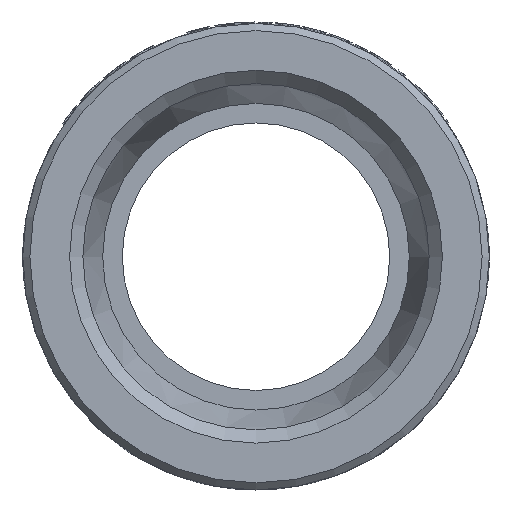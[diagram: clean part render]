
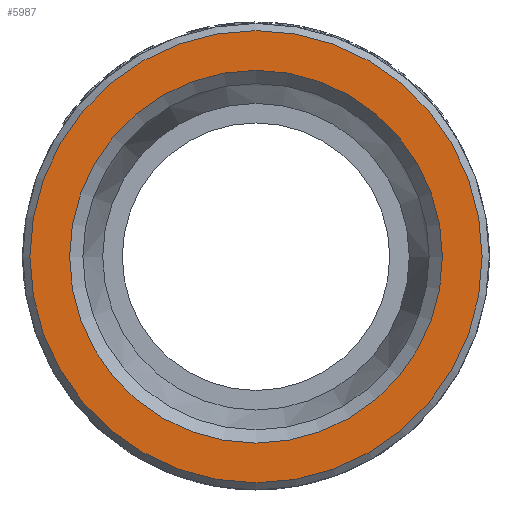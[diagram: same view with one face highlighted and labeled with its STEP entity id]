
A CAD part, front view. The second image highlights one B-rep face of the part: STEP entity #5987.
In plain terms, the highlighted planar face has unit normal (0, -1, 0).
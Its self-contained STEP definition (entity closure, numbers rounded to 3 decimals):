
#2226 = DIRECTION ( 'NONE',  ( 1., 0., 0. ) ) ;
#2229 = DIRECTION ( 'NONE',  ( 0., -1., 0. ) ) ;
#2230 = CARTESIAN_POINT ( 'NONE',  ( 0., -18.5, 0. ) ) ;
#3989 = FACE_BOUND ( 'NONE', #12528, .T. ) ;
#3992 = FACE_OUTER_BOUND ( 'NONE', #12158, .T. ) ;
#5264 = EDGE_CURVE ( 'NONE', #13582, #13582, #6706, .T. ) ;
#5373 = EDGE_CURVE ( 'NONE', #13580, #13580, #9464, .T. ) ;
#5987 = ADVANCED_FACE ( 'NONE', ( #3992, #3989 ), #14354, .T. ) ;
#6706 = CIRCLE ( 'NONE', #16246, 12.983 ) ;
#9464 = CIRCLE ( 'NONE', #15729, 15.75 ) ;
#9507 = AXIS2_PLACEMENT_3D ( 'NONE', #14352, #14351, #14350 ) ;
#12158 = EDGE_LOOP ( 'NONE', ( #12381 ) ) ;
#12381 = ORIENTED_EDGE ( 'NONE', *, *, #5373, .T. ) ;
#12401 = ORIENTED_EDGE ( 'NONE', *, *, #5264, .F. ) ;
#12528 = EDGE_LOOP ( 'NONE', ( #12401 ) ) ;
#13517 = CARTESIAN_POINT ( 'NONE',  ( 15.75, -18.5, 0. ) ) ;
#13519 = CARTESIAN_POINT ( 'NONE',  ( 12.983, -18.5, 0. ) ) ;
#13580 = VERTEX_POINT ( 'NONE', #13517 ) ;
#13582 = VERTEX_POINT ( 'NONE', #13519 ) ;
#14350 = DIRECTION ( 'NONE',  ( 0., 0., -1. ) ) ;
#14351 = DIRECTION ( 'NONE',  ( 0., -1., 0. ) ) ;
#14352 = CARTESIAN_POINT ( 'NONE',  ( 0., -18.5, 0. ) ) ;
#14354 = PLANE ( 'NONE',  #9507 ) ;
#15615 = CARTESIAN_POINT ( 'NONE',  ( 0., -18.5, 0. ) ) ;
#15682 = DIRECTION ( 'NONE',  ( 0., -1., 0. ) ) ;
#15689 = DIRECTION ( 'NONE',  ( 1., 0., 0. ) ) ;
#15729 = AXIS2_PLACEMENT_3D ( 'NONE', #2230, #2229, #2226 ) ;
#16246 = AXIS2_PLACEMENT_3D ( 'NONE', #15615, #15682, #15689 ) ;
